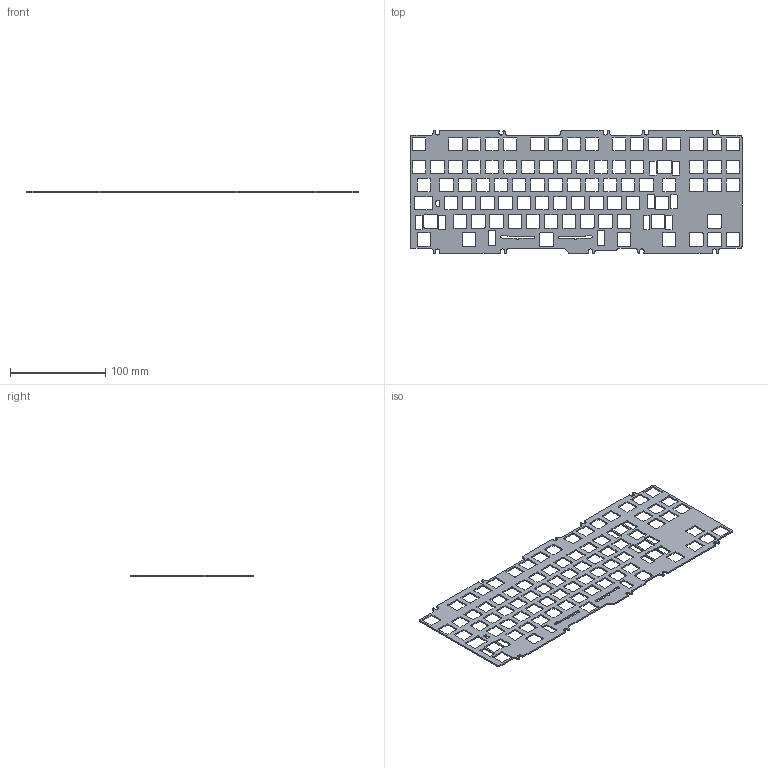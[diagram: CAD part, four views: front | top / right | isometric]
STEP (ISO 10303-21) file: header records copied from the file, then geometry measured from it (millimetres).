
FILE_DESCRIPTION(/* description */ (''),/* implementation_level */ '2;1');
FILE_NAME(/* name */ 'PC_Plate_ANSI.step',/* time_stamp */ '2021-12-16T12:09:35+02:00',/* author */ (''),/* organization */ (''),/* preprocessor_version */ 'ST-DEVELOPER v18.1',/* originating_system */ 'Autodesk Translation Framework v10.10.0.1391',/* authorisation */ '');
FILE_SCHEMA (('AUTOMOTIVE_DESIGN { 1 0 10303 214 3 1 1 }'));
Length unit declared in the file: millimetre
Products named in the file (1): PC_Plate_ANSI
Bounding box: 348.11 x 128.26 x 1.5 mm (x, y, z)
Volume: 37923 mm3; surface area: 59983.5 mm2
Topology: 1 solids, 1 shells, 888 faces, 2658 edges, 1772 vertices
Faces by surface type: cylinder 465, plane 423
Entity records: 30620 total; most frequent: DIRECTION 5366, CARTESIAN_POINT 5319, ORIENTED_EDGE 5316, EDGE_CURVE 2658, AXIS2_PLACEMENT_3D 1819, VERTEX_POINT 1772, LINE 1728, VECTOR 1728
